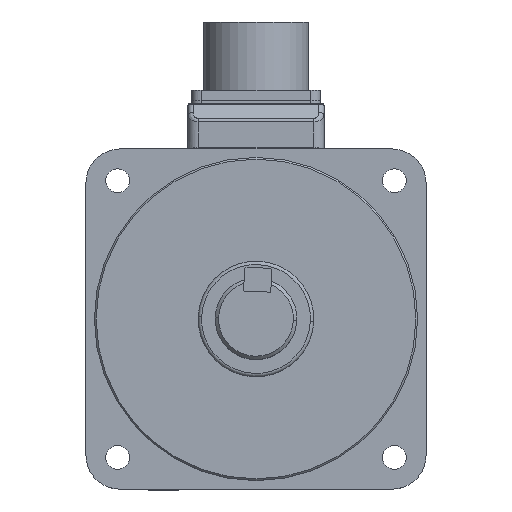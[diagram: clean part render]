
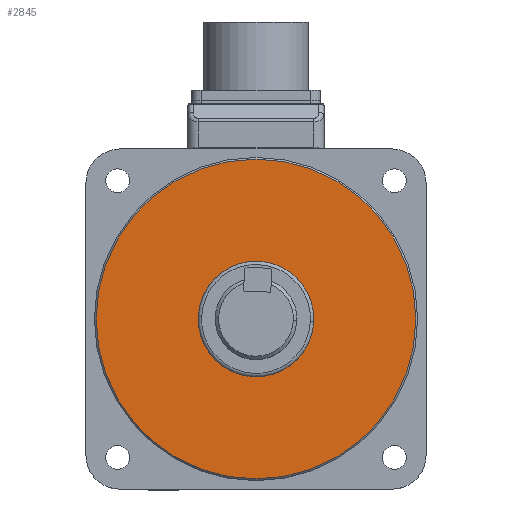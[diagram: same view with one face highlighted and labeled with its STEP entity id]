
A CAD part, top view. The second image highlights one B-rep face of the part: STEP entity #2845.
In plain terms, the highlighted planar face has unit normal (0, 0, 1).
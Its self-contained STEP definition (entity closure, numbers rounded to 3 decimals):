
#2845 = ADVANCED_FACE ( 'NONE', ( #42062 ), #41274, .T. ) ;
#5569 = VERTEX_POINT ( 'NONE', #11146 ) ;
#6594 = VERTEX_POINT ( 'NONE', #16599 ) ;
#8589 = DIRECTION ( 'NONE',  ( 0., 0., 1. ) ) ;
#9292 = CARTESIAN_POINT ( 'NONE',  ( 0., 0., 5. ) ) ;
#11074 = AXIS2_PLACEMENT_3D ( 'NONE', #17730, #42862, #21392 ) ;
#11146 = CARTESIAN_POINT ( 'NONE',  ( -47., 0., 5. ) ) ;
#12877 = DIRECTION ( 'NONE',  ( 1., 0., 0. ) ) ;
#13036 = EDGE_CURVE ( 'NONE', #5569, #6594, #21504, .T. ) ;
#16599 = CARTESIAN_POINT ( 'NONE',  ( 47., 0., 5. ) ) ;
#17303 = AXIS2_PLACEMENT_3D ( 'NONE', #9292, #34420, #12877 ) ;
#17318 = CIRCLE ( 'NONE', #26540, 47. ) ;
#17730 = CARTESIAN_POINT ( 'NONE',  ( 0., 0., 5. ) ) ;
#21392 = DIRECTION ( 'NONE',  ( 1., 0., 0. ) ) ;
#21504 = CIRCLE ( 'NONE', #11074, 47. ) ;
#26540 = AXIS2_PLACEMENT_3D ( 'NONE', #30099, #8589, #33720 ) ;
#28045 = ORIENTED_EDGE ( 'NONE', *, *, #33842, .T. ) ;
#30075 = EDGE_LOOP ( 'NONE', ( #44229, #28045 ) ) ;
#30099 = CARTESIAN_POINT ( 'NONE',  ( 0., 0., 5. ) ) ;
#33720 = DIRECTION ( 'NONE',  ( 1., 0., 0. ) ) ;
#33842 = EDGE_CURVE ( 'NONE', #6594, #5569, #17318, .T. ) ;
#34420 = DIRECTION ( 'NONE',  ( 0., 0., 1. ) ) ;
#41274 = PLANE ( 'NONE',  #17303 ) ;
#42062 = FACE_OUTER_BOUND ( 'NONE', #30075, .T. ) ;
#42862 = DIRECTION ( 'NONE',  ( 0., 0., 1. ) ) ;
#44229 = ORIENTED_EDGE ( 'NONE', *, *, #13036, .T. ) ;
